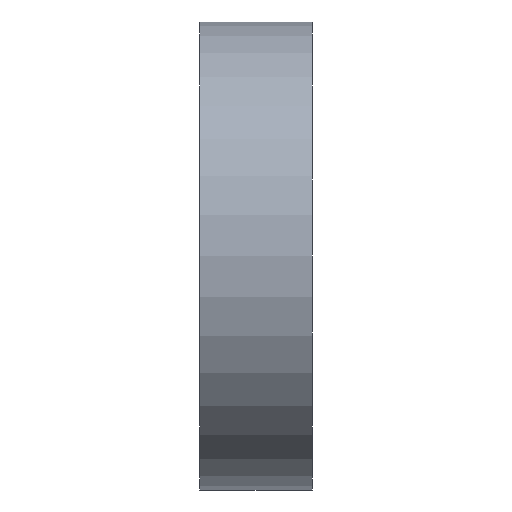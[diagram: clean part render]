
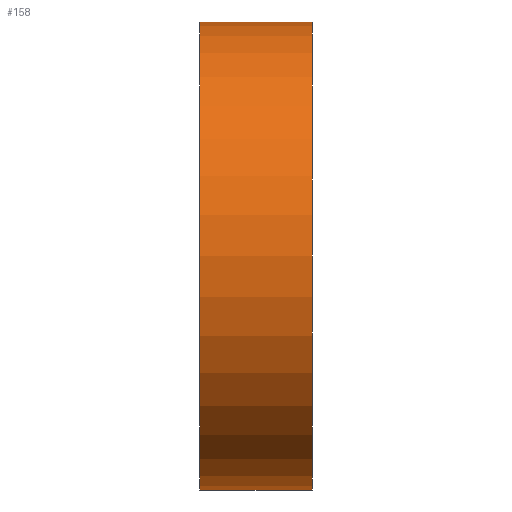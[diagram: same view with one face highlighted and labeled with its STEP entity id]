
A CAD part, left-side view. The second image highlights one B-rep face of the part: STEP entity #158.
In plain terms, the highlighted cylindrical face has radius 31.524 mm (diameter 63.048 mm), a partial arc.
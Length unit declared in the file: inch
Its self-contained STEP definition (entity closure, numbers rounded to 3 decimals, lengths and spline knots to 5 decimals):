
#23 = CIRCLE ( 'NONE', #143, 1.2411 ) ;
#49 = VERTEX_POINT ( 'NONE', #451 ) ;
#62 = EDGE_CURVE ( 'NONE', #194, #435, #313, .T. ) ;
#64 = LINE ( 'NONE', #274, #164 ) ;
#80 = AXIS2_PLACEMENT_3D ( 'NONE', #307, #250, #446 ) ;
#103 = AXIS2_PLACEMENT_3D ( 'NONE', #107, #111, #156 ) ;
#107 = CARTESIAN_POINT ( 'NONE',  ( 0., 0.20505, 0. ) ) ;
#111 = DIRECTION ( 'NONE',  ( 0., 1., 0. ) ) ;
#125 = LINE ( 'NONE', #275, #613 ) ;
#127 = EDGE_CURVE ( 'NONE', #199, #49, #198, .T. ) ;
#139 = ORIENTED_EDGE ( 'NONE', *, *, #492, .T. ) ;
#143 = AXIS2_PLACEMENT_3D ( 'NONE', #235, #572, #145 ) ;
#145 = DIRECTION ( 'NONE',  ( 0., 0., 1. ) ) ;
#153 = CARTESIAN_POINT ( 'NONE',  ( 0., 0.20505, -1.2411 ) ) ;
#156 = DIRECTION ( 'NONE',  ( 0., 0., 1. ) ) ;
#158 = ADVANCED_FACE ( 'NONE', ( #496 ), #208, .T. ) ;
#164 = VECTOR ( 'NONE', #460, 39.37008 ) ;
#194 = VERTEX_POINT ( 'NONE', #395 ) ;
#198 = CIRCLE ( 'NONE', #103, 1.2411 ) ;
#199 = VERTEX_POINT ( 'NONE', #153 ) ;
#204 = ORIENTED_EDGE ( 'NONE', *, *, #284, .T. ) ;
#208 = CYLINDRICAL_SURFACE ( 'NONE', #80, 1.2411 ) ;
#235 = CARTESIAN_POINT ( 'NONE',  ( 0., 0.20505, 0. ) ) ;
#250 = DIRECTION ( 'NONE',  ( 0., 1., 0. ) ) ;
#254 = DIRECTION ( 'NONE',  ( 0., 1., 0. ) ) ;
#257 = ORIENTED_EDGE ( 'NONE', *, *, #127, .T. ) ;
#274 = CARTESIAN_POINT ( 'NONE',  ( 0., 0.84, 1.2411 ) ) ;
#275 = CARTESIAN_POINT ( 'NONE',  ( 0., 0.84, -1.2411 ) ) ;
#284 = EDGE_CURVE ( 'NONE', #286, #435, #64, .T. ) ;
#286 = VERTEX_POINT ( 'NONE', #501 ) ;
#295 = ORIENTED_EDGE ( 'NONE', *, *, #352, .F. ) ;
#307 = CARTESIAN_POINT ( 'NONE',  ( 0., 0.84, 0. ) ) ;
#313 = CIRCLE ( 'NONE', #494, 1.2411 ) ;
#335 = CARTESIAN_POINT ( 'NONE',  ( 0., 0.8, 1.2411 ) ) ;
#352 = EDGE_CURVE ( 'NONE', #199, #194, #125, .T. ) ;
#359 = CARTESIAN_POINT ( 'NONE',  ( 0., 0.8, 0. ) ) ;
#369 = DIRECTION ( 'NONE',  ( 0., 1., 0. ) ) ;
#384 = ORIENTED_EDGE ( 'NONE', *, *, #62, .F. ) ;
#395 = CARTESIAN_POINT ( 'NONE',  ( 0., 0.8, -1.2411 ) ) ;
#435 = VERTEX_POINT ( 'NONE', #335 ) ;
#446 = DIRECTION ( 'NONE',  ( 0., 0., 1. ) ) ;
#451 = CARTESIAN_POINT ( 'NONE',  ( -1.2411, 0.20505, 0. ) ) ;
#460 = DIRECTION ( 'NONE',  ( 0., 1., 0. ) ) ;
#482 = EDGE_LOOP ( 'NONE', ( #295, #257, #139, #204, #384 ) ) ;
#492 = EDGE_CURVE ( 'NONE', #49, #286, #23, .T. ) ;
#494 = AXIS2_PLACEMENT_3D ( 'NONE', #359, #254, #538 ) ;
#496 = FACE_OUTER_BOUND ( 'NONE', #482, .T. ) ;
#501 = CARTESIAN_POINT ( 'NONE',  ( 0., 0.20505, 1.2411 ) ) ;
#538 = DIRECTION ( 'NONE',  ( 0., 0., 1. ) ) ;
#572 = DIRECTION ( 'NONE',  ( 0., 1., 0. ) ) ;
#613 = VECTOR ( 'NONE', #369, 39.37008 ) ;
